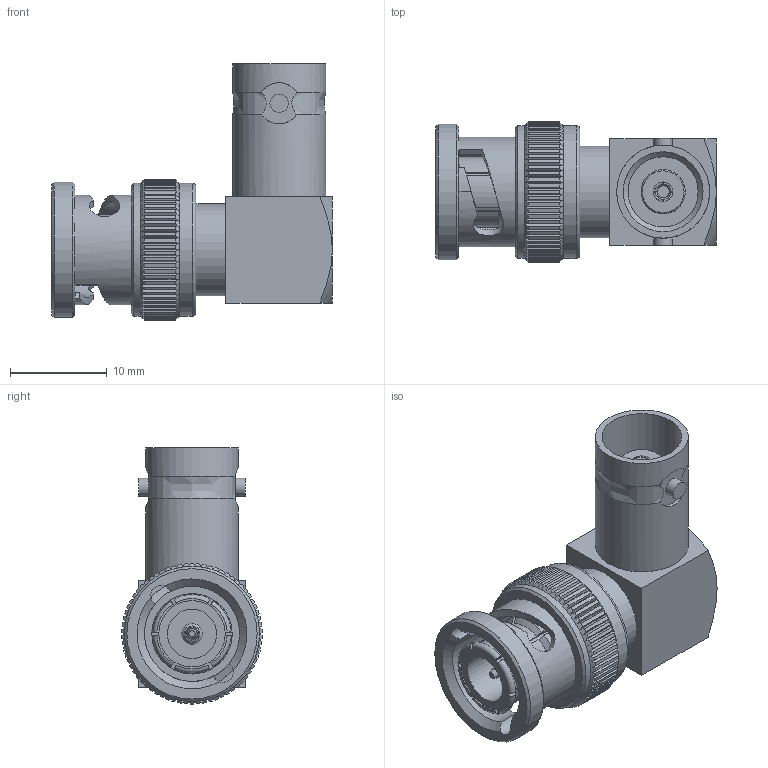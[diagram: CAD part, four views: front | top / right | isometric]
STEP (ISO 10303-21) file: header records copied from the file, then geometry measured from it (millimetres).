
FILE_DESCRIPTION (( 'STEP AP203' ), '1' );
FILE_NAME ('SM3452_3D.step', '2023-01-12T15:58:56', ( '' ), ( '' ), 'SwSTEP 2.0', 'SolidWorks 2022', '' );
FILE_SCHEMA (( 'CONFIG_CONTROL_DESIGN' ));
Length unit declared in the file: inch
Products named in the file (1): SM3452_3D
Bounding box: 29 x 14.5 x 26.45 mm (x, y, z)
Volume: 3620.4 mm3; surface area: 3104.4 mm2
Topology: 1 solids, 1 shells, 377 faces, 1065 edges, 701 vertices
Faces by surface type: plane 205, cylinder 119, cone 28, bspline 18, torus 7
Full cylindrical faces by diameter (mm): 1.27 x1, 1.321 x1, 1.905 x2, 2.134 x1, 4.572 x1, 5.08 x1, 8.255 x1, 8.296 x1, 9.483 x1, 9.601 x2, 9.83 x1, 11.317 x1, 13.738 x2, 13.97 x1
Entity records: 13453 total; most frequent: CARTESIAN_POINT 4454, ORIENTED_EDGE 2028, DIRECTION 1618, EDGE_CURVE 1014, VERTEX_POINT 682, AXIS2_PLACEMENT_3D 640, EDGE_LOOP 418, B_SPLINE_CURVE_WITH_KNOTS 393
